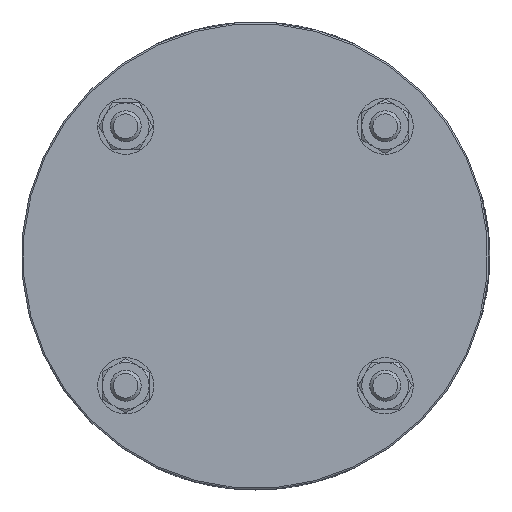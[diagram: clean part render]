
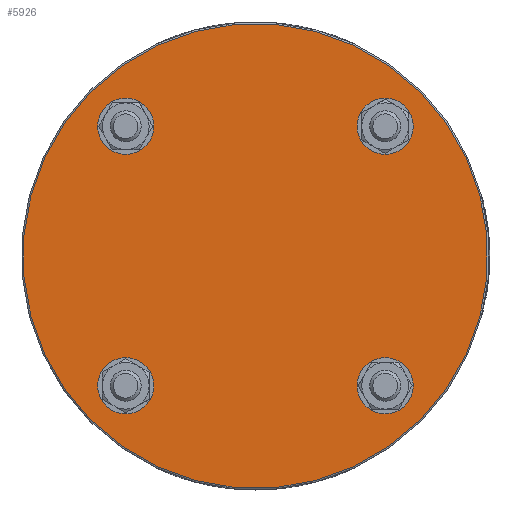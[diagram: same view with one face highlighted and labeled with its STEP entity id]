
A CAD part, front view. The second image highlights one B-rep face of the part: STEP entity #5926.
In plain terms, the highlighted planar face has unit normal (0, -1, 0).
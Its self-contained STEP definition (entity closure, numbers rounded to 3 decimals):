
#190=FACE_BOUND('',#1001,.T.);
#191=FACE_BOUND('',#1002,.T.);
#192=FACE_BOUND('',#1003,.T.);
#193=FACE_BOUND('',#1004,.T.);
#334=PLANE('',#6528);
#618=FACE_OUTER_BOUND('',#1000,.T.);
#1000=EDGE_LOOP('',(#4084));
#1001=EDGE_LOOP('',(#4085));
#1002=EDGE_LOOP('',(#4086));
#1003=EDGE_LOOP('',(#4087));
#1004=EDGE_LOOP('',(#4088));
#2251=CIRCLE('',#6526,74.5);
#2252=CIRCLE('',#6529,5.05);
#2253=CIRCLE('',#6530,5.05);
#2254=CIRCLE('',#6531,5.05);
#2255=CIRCLE('',#6532,5.05);
#2599=VERTEX_POINT('',#9645);
#2600=VERTEX_POINT('',#9650);
#2601=VERTEX_POINT('',#9652);
#2602=VERTEX_POINT('',#9654);
#2603=VERTEX_POINT('',#9656);
#3153=EDGE_CURVE('',#2599,#2599,#2251,.T.);
#3154=EDGE_CURVE('',#2600,#2600,#2252,.T.);
#3155=EDGE_CURVE('',#2601,#2601,#2253,.T.);
#3156=EDGE_CURVE('',#2602,#2602,#2254,.T.);
#3157=EDGE_CURVE('',#2603,#2603,#2255,.T.);
#4084=ORIENTED_EDGE('',*,*,#3153,.F.);
#4085=ORIENTED_EDGE('',*,*,#3154,.T.);
#4086=ORIENTED_EDGE('',*,*,#3155,.T.);
#4087=ORIENTED_EDGE('',*,*,#3156,.T.);
#4088=ORIENTED_EDGE('',*,*,#3157,.T.);
#5926=ADVANCED_FACE('',(#618,#190,#191,#192,#193),#334,.F.);
#6526=AXIS2_PLACEMENT_3D('',#9647,#7345,#7346);
#6528=AXIS2_PLACEMENT_3D('',#9649,#7349,#7350);
#6529=AXIS2_PLACEMENT_3D('',#9651,#7351,#7352);
#6530=AXIS2_PLACEMENT_3D('',#9653,#7353,#7354);
#6531=AXIS2_PLACEMENT_3D('',#9655,#7355,#7356);
#6532=AXIS2_PLACEMENT_3D('',#9657,#7357,#7358);
#7345=DIRECTION('center_axis',(0.,1.,0.));
#7346=DIRECTION('ref_axis',(1.,0.,0.));
#7349=DIRECTION('center_axis',(0.,1.,0.));
#7350=DIRECTION('ref_axis',(0.,0.,1.));
#7351=DIRECTION('center_axis',(0.,1.,0.));
#7352=DIRECTION('ref_axis',(1.,0.,0.));
#7353=DIRECTION('center_axis',(0.,1.,0.));
#7354=DIRECTION('ref_axis',(1.,0.,0.));
#7355=DIRECTION('center_axis',(0.,1.,0.));
#7356=DIRECTION('ref_axis',(1.,0.,0.));
#7357=DIRECTION('center_axis',(0.,1.,0.));
#7358=DIRECTION('ref_axis',(1.,0.,0.));
#9645=CARTESIAN_POINT('',(0.,0.,-74.5));
#9647=CARTESIAN_POINT('Origin',(0.,0.,0.));
#9649=CARTESIAN_POINT('Origin',(0.,0.,0.));
#9650=CARTESIAN_POINT('',(-5.05,0.,58.8));
#9651=CARTESIAN_POINT('Origin',(0.,0.,58.8));
#9652=CARTESIAN_POINT('',(-63.85,0.,0.));
#9653=CARTESIAN_POINT('Origin',(-58.8,0.,0.));
#9654=CARTESIAN_POINT('',(53.75,0.,0.));
#9655=CARTESIAN_POINT('Origin',(58.8,0.,0.));
#9656=CARTESIAN_POINT('',(-5.05,0.,-58.8));
#9657=CARTESIAN_POINT('Origin',(0.,0.,-58.8));
